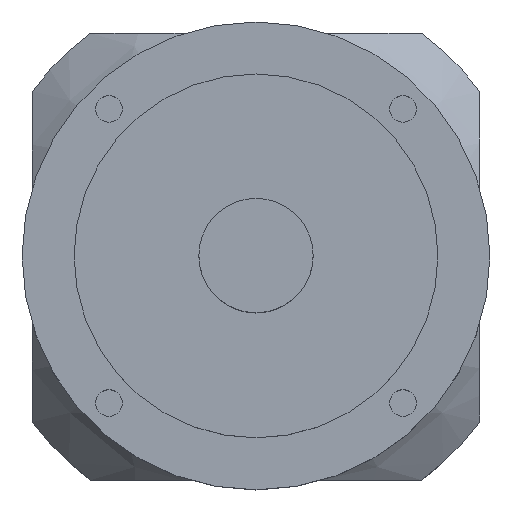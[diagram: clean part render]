
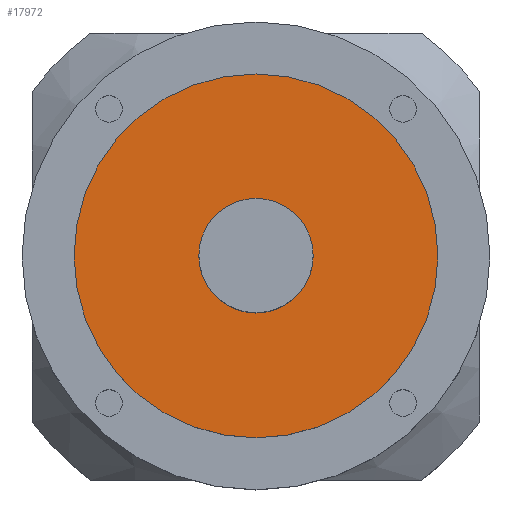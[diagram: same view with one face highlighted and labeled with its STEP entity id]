
A CAD part, top view. The second image highlights one B-rep face of the part: STEP entity #17972.
In plain terms, the highlighted planar face has unit normal (0, 0, 1).
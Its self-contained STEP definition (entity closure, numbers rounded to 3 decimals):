
#355 = DIRECTION ( 'NONE',  ( 1., 0., 0. ) ) ;
#722 = CARTESIAN_POINT ( 'NONE',  ( 0., 0., 106.5 ) ) ;
#2414 = VERTEX_POINT ( 'NONE', #14406 ) ;
#2944 = CARTESIAN_POINT ( 'NONE',  ( 0., 0., 106.5 ) ) ;
#3109 = CARTESIAN_POINT ( 'NONE',  ( 0., 0., 106.5 ) ) ;
#3973 = AXIS2_PLACEMENT_3D ( 'NONE', #17165, #26261, #12963 ) ;
#5059 = FACE_BOUND ( 'NONE', #20039, .T. ) ;
#5382 = CIRCLE ( 'NONE', #12324, 11. ) ;
#6326 = DIRECTION ( 'NONE',  ( 0., 0., 1. ) ) ;
#6441 = VERTEX_POINT ( 'NONE', #8205 ) ;
#7074 = CARTESIAN_POINT ( 'NONE',  ( 0., 0., 106.5 ) ) ;
#7952 = ORIENTED_EDGE ( 'NONE', *, *, #13219, .T. ) ;
#8205 = CARTESIAN_POINT ( 'NONE',  ( -11., 0., 106.5 ) ) ;
#9198 = ORIENTED_EDGE ( 'NONE', *, *, #26307, .F. ) ;
#9427 = EDGE_LOOP ( 'NONE', ( #23358, #7952 ) ) ;
#10274 = CARTESIAN_POINT ( 'NONE',  ( 11., 0., 106.5 ) ) ;
#11912 = DIRECTION ( 'NONE',  ( 0., 0., 1. ) ) ;
#12324 = AXIS2_PLACEMENT_3D ( 'NONE', #3109, #13817, #355 ) ;
#12963 = DIRECTION ( 'NONE',  ( 1., 0., 0. ) ) ;
#13219 = EDGE_CURVE ( 'NONE', #17435, #2414, #26304, .T. ) ;
#13817 = DIRECTION ( 'NONE',  ( 0., 0., 1. ) ) ;
#13888 = FACE_OUTER_BOUND ( 'NONE', #9427, .T. ) ;
#14406 = CARTESIAN_POINT ( 'NONE',  ( -35., 0., 106.5 ) ) ;
#16327 = DIRECTION ( 'NONE',  ( 1., 0., 0. ) ) ;
#16404 = ORIENTED_EDGE ( 'NONE', *, *, #18610, .F. ) ;
#16489 = DIRECTION ( 'NONE',  ( 1., 0., 0. ) ) ;
#17165 = CARTESIAN_POINT ( 'NONE',  ( 0., 0., 106.5 ) ) ;
#17435 = VERTEX_POINT ( 'NONE', #20171 ) ;
#17972 = ADVANCED_FACE ( 'NONE', ( #5059, #13888 ), #20539, .T. ) ;
#18610 = EDGE_CURVE ( 'NONE', #27565, #6441, #24107, .T. ) ;
#19025 = AXIS2_PLACEMENT_3D ( 'NONE', #2944, #11912, #20724 ) ;
#19686 = CIRCLE ( 'NONE', #3973, 35. ) ;
#20039 = EDGE_LOOP ( 'NONE', ( #9198, #16404 ) ) ;
#20171 = CARTESIAN_POINT ( 'NONE',  ( 35., 0., 106.5 ) ) ;
#20539 = PLANE ( 'NONE',  #28173 ) ;
#20724 = DIRECTION ( 'NONE',  ( 1., 0., 0. ) ) ;
#20780 = AXIS2_PLACEMENT_3D ( 'NONE', #7074, #22971, #16327 ) ;
#22971 = DIRECTION ( 'NONE',  ( 0., 0., 1. ) ) ;
#23358 = ORIENTED_EDGE ( 'NONE', *, *, #24621, .T. ) ;
#24107 = CIRCLE ( 'NONE', #19025, 11. ) ;
#24621 = EDGE_CURVE ( 'NONE', #2414, #17435, #19686, .T. ) ;
#26261 = DIRECTION ( 'NONE',  ( 0., 0., 1. ) ) ;
#26304 = CIRCLE ( 'NONE', #20780, 35. ) ;
#26307 = EDGE_CURVE ( 'NONE', #6441, #27565, #5382, .T. ) ;
#27565 = VERTEX_POINT ( 'NONE', #10274 ) ;
#28173 = AXIS2_PLACEMENT_3D ( 'NONE', #722, #6326, #16489 ) ;
